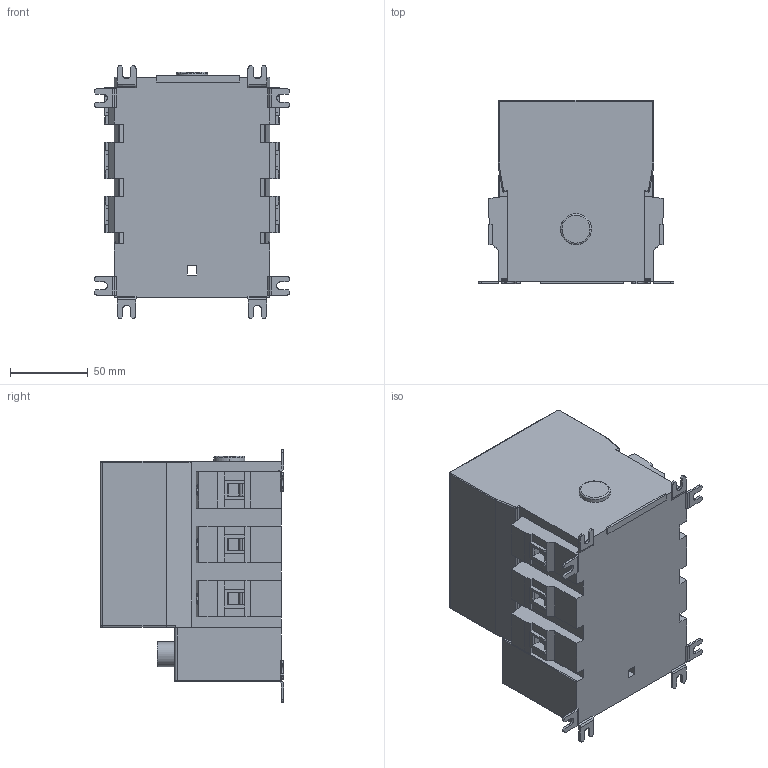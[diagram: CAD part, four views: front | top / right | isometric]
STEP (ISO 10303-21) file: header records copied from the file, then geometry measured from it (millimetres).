
FILE_DESCRIPTION((''),'2;1');
FILE_NAME('OS60GJ03','2017-03-16T',('fitojoe1'),(''),'CREO PARAMETRIC BY PTC INC, 2016130','CREO PARAMETRIC BY PTC INC, 2016130','');
FILE_SCHEMA(('CONFIG_CONTROL_DESIGN'));
Length unit declared in the file: millimetre
Products named in the file (1): OS60GJ03
Bounding box: 126.01 x 118 x 162.71 mm (x, y, z)
Volume: 1470407.7 mm3; surface area: 95999.4 mm2
Topology: 1 solids, 1 shells, 384 faces, 1066 edges, 686 vertices
Faces by surface type: plane 280, cylinder 84, torus 10, sphere 6, bspline 4
Entity records: 15615 total; most frequent: CARTESIAN_POINT 2479, ORIENTED_EDGE 2120, DIRECTION 1976, PRESENTATION_STYLE_ASSIGNMENT 1061, STYLED_ITEM 1061, CURVE_STYLE 1060, EDGE_CURVE 1060, VECTOR 868
